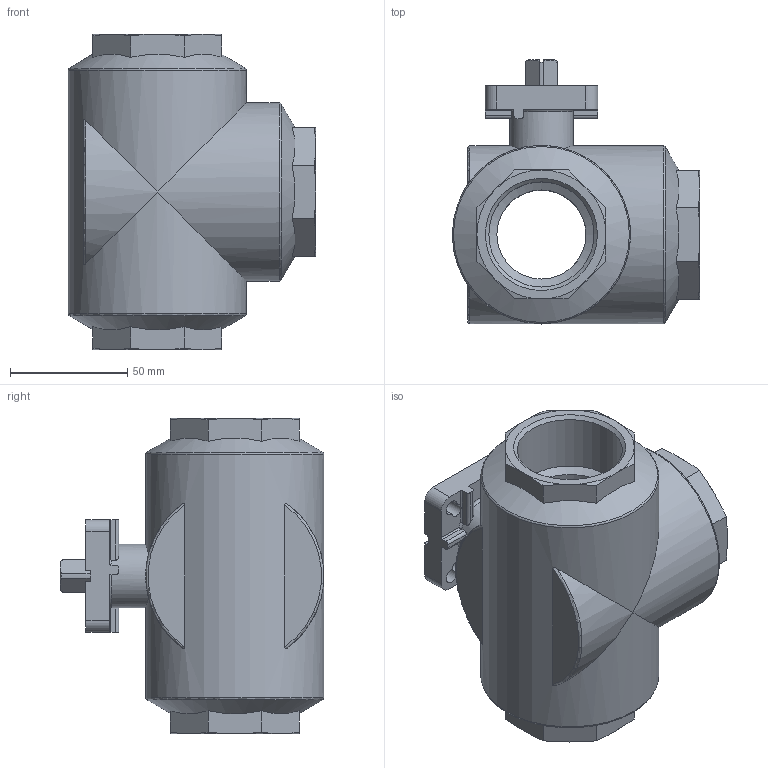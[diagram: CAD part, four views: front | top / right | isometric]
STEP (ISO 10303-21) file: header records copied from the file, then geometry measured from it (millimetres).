
FILE_DESCRIPTION(/* description */ ('STEP AP214'),/* implementation_level */ '2;1');
FILE_NAME(/* name */ '4451859_VZBM-11_2-RP-25-F-3T-F0405-B2B3',/* time_stamp */ '2024-09-18T02:36:49+02:00',/* author */ ('License CC BY-ND 4.0'),/* organization */ ('CADENAS'),/* preprocessor_version */ 'ST-DEVELOPER v19.3',/* originating_system */ 'PARTsolutions',/* authorisation */ ' ');
FILE_SCHEMA (('AUTOMOTIVE_DESIGN {1 0 10303 214 3 1 1}'));
Length unit declared in the file: millimetre
Products named in the file (1): 4451859 VZBM-11/2-Rp-25-F-3T-F0405-B2B3
Bounding box: 105.5 x 112.5 x 134.5 mm (x, y, z)
Volume: 488492.3 mm3; surface area: 74151 mm2
Topology: 1 solids, 1 shells, 200 faces, 532 edges, 336 vertices
Faces by surface type: plane 82, cone 60, cylinder 49, torus 9
Full cylindrical faces by diameter (mm): 3.242 x1, 25 x1, 27 x1, 30 x1, 38 x2, 44.845 x3, 76 x2
Entity records: 6243 total; most frequent: CARTESIAN_POINT 1567, ORIENTED_EDGE 994, DIRECTION 905, EDGE_CURVE 497, AXIS2_PLACEMENT_3D 360, VERTEX_POINT 326, FACE_BOUND 239, EDGE_LOOP 238
